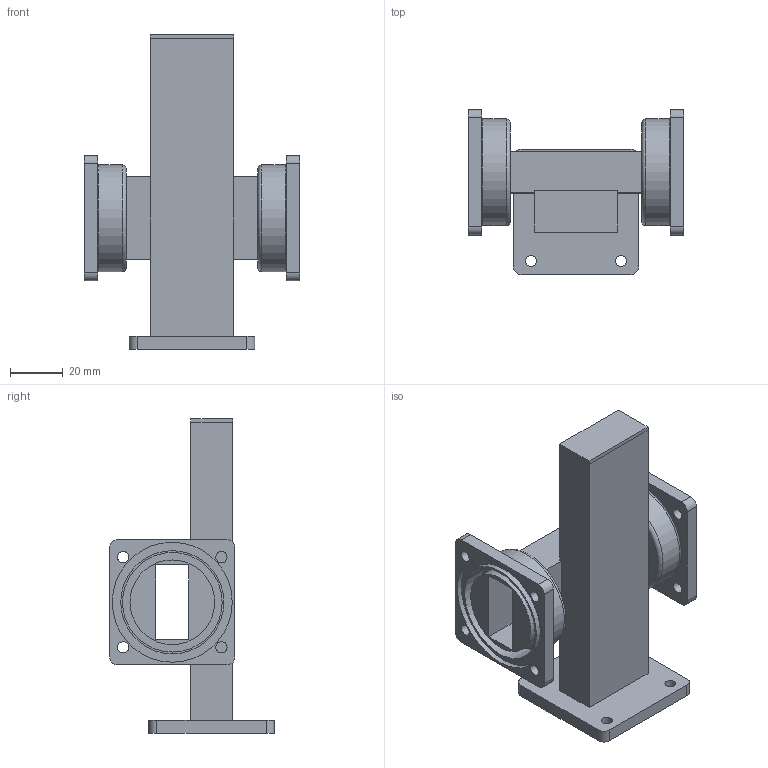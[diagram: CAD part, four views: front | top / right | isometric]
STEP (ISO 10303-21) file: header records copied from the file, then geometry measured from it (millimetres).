
FILE_DESCRIPTION (( 'STEP AP203' ), '1' );
FILE_NAME ('FMWCP1083-50_3D.step', '2022-07-28T19:05:58', ( '' ), ( '' ), 'SwSTEP 2.0', 'SolidWorks 2021', '' );
FILE_SCHEMA (( 'CONFIG_CONTROL_DESIGN' ));
Length unit declared in the file: millimetre
Products named in the file (1): FMWCP1083-50_3D
Bounding box: 82 x 62.79 x 120 mm (x, y, z)
Volume: 64074.2 mm3; surface area: 52681.7 mm2
Topology: 1 solids, 1 shells, 90 faces, 216 edges, 142 vertices
Faces by surface type: plane 52, cylinder 34, torus 4
Full cylindrical faces by diameter (mm): 4.17 x4, 4.293 x8, 32.26 x2, 37.96 x2, 39.3 x2, 40.64 x2, 45.7 x2
Entity records: 2605 total; most frequent: DIRECTION 442, CARTESIAN_POINT 419, ORIENTED_EDGE 376, EDGE_CURVE 188, AXIS2_PLACEMENT_3D 163, EDGE_LOOP 156, VERTEX_POINT 140, FACE_OUTER_BOUND 116
